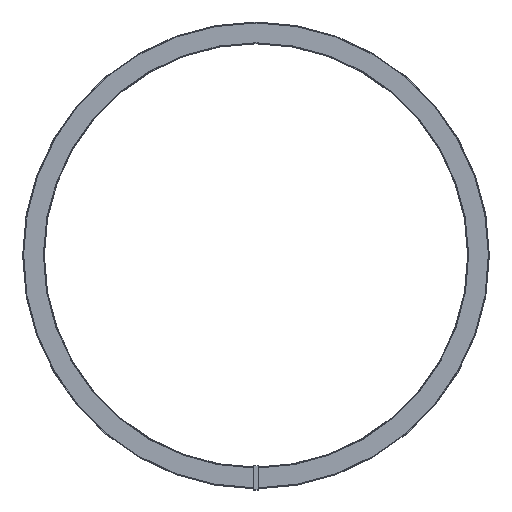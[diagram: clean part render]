
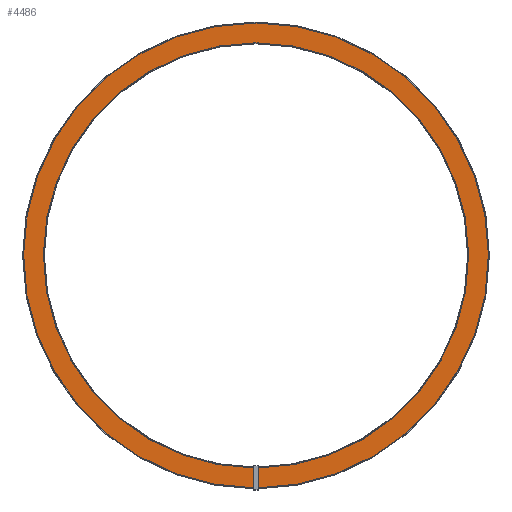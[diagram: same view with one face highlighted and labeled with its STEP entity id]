
A CAD part, top view. The second image highlights one B-rep face of the part: STEP entity #4486.
In plain terms, the highlighted planar face has unit normal (0, 0, 1).
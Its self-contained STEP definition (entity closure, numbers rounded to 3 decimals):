
#146=PLANE('',#5128);
#472=LINE('',#7716,#748);
#511=LINE('',#8381,#787);
#748=VECTOR('',#6413,10.);
#787=VECTOR('',#6454,10.);
#1174=FACE_OUTER_BOUND('',#1459,.T.);
#1459=EDGE_LOOP('',(#4186,#4187,#4188,#4189));
#1763=CIRCLE('',#5073,373.377);
#1790=CIRCLE('',#5127,341.623);
#2097=VERTEX_POINT('',#7705);
#2099=VERTEX_POINT('',#7715);
#2144=VERTEX_POINT('',#8045);
#2188=VERTEX_POINT('',#8372);
#2719=EDGE_CURVE('',#2099,#2097,#472,.T.);
#2809=EDGE_CURVE('',#2144,#2188,#511,.T.);
#2828=EDGE_CURVE('',#2099,#2188,#1763,.T.);
#2855=EDGE_CURVE('',#2097,#2144,#1790,.T.);
#4186=ORIENTED_EDGE('',*,*,#2719,.T.);
#4187=ORIENTED_EDGE('',*,*,#2855,.T.);
#4188=ORIENTED_EDGE('',*,*,#2809,.T.);
#4189=ORIENTED_EDGE('',*,*,#2828,.F.);
#4486=ADVANCED_FACE('',(#1174),#146,.T.);
#5073=AXIS2_PLACEMENT_3D('',#8418,#6527,#6528);
#5127=AXIS2_PLACEMENT_3D('',#8472,#6635,#6636);
#5128=AXIS2_PLACEMENT_3D('',#8473,#6637,#6638);
#6413=DIRECTION('',(0.,1.,0.));
#6454=DIRECTION('',(0.,-1.,0.));
#6527=DIRECTION('center_axis',(0.,0.,
-1.));
#6528=DIRECTION('ref_axis',(0.,1.,0.));
#6635=DIRECTION('center_axis',(0.,0.,
-1.));
#6636=DIRECTION('ref_axis',(0.,1.,0.));
#6637=DIRECTION('center_axis',(0.,0.,
1.));
#6638=DIRECTION('ref_axis',(1.,0.,0.));
#7705=CARTESIAN_POINT('',(-43.108,-550.011,34.001));
#7715=CARTESIAN_POINT('',(-43.108,-581.767,34.001));
#7716=CARTESIAN_POINT('',(-43.108,-582.833,34.001));
#8045=CARTESIAN_POINT('',(-39.108,-550.011,34.001));
#8372=CARTESIAN_POINT('',(-39.108,-581.767,34.001));
#8381=CARTESIAN_POINT('',(-39.108,-564.833,34.001));
#8418=CARTESIAN_POINT('Origin',(-41.108,-208.395,34.001));
#8472=CARTESIAN_POINT('Origin',(-41.108,-208.395,34.001));
#8473=CARTESIAN_POINT('Origin',(-41.108,-581.772,34.001));
